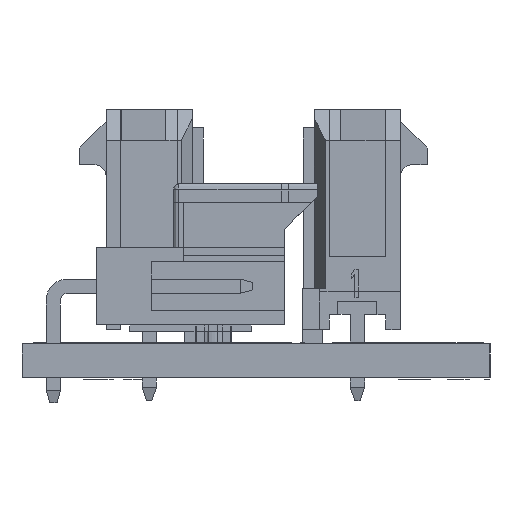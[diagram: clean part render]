
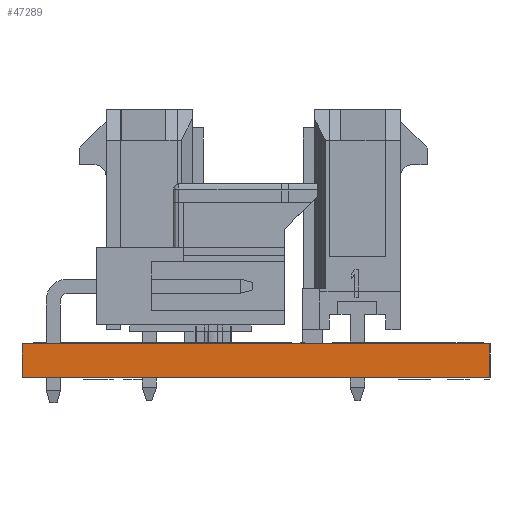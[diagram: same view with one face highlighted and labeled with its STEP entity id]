
A CAD part, left-side view. The second image highlights one B-rep face of the part: STEP entity #47289.
In plain terms, the highlighted planar face has unit normal (-1, 0, 0).
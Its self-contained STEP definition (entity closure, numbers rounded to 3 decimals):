
#47233 = VERTEX_POINT('',#47234);
#47234 = CARTESIAN_POINT('',(-261.37,-10.5,1.51));
#47240 = EDGE_CURVE('',#47241,#47233,#47243,.T.);
#47241 = VERTEX_POINT('',#47242);
#47242 = CARTESIAN_POINT('',(-261.37,-10.5,0.));
#47243 = LINE('',#47244,#47245);
#47244 = CARTESIAN_POINT('',(-261.37,-10.5,0.));
#47245 = VECTOR('',#47246,1.);
#47246 = DIRECTION('',(0.,0.,1.));
#47289 = ADVANCED_FACE('',(#47290),#47315,.T.);
#47290 = FACE_BOUND('',#47291,.T.);
#47291 = EDGE_LOOP('',(#47292,#47293,#47301,#47309));
#47292 = ORIENTED_EDGE('',*,*,#47240,.T.);
#47293 = ORIENTED_EDGE('',*,*,#47294,.T.);
#47294 = EDGE_CURVE('',#47233,#47295,#47297,.T.);
#47295 = VERTEX_POINT('',#47296);
#47296 = CARTESIAN_POINT('',(-261.37,10.5,1.51));
#47297 = LINE('',#47298,#47299);
#47298 = CARTESIAN_POINT('',(-261.37,-10.5,1.51));
#47299 = VECTOR('',#47300,1.);
#47300 = DIRECTION('',(0.,1.,0.));
#47301 = ORIENTED_EDGE('',*,*,#47302,.F.);
#47302 = EDGE_CURVE('',#47303,#47295,#47305,.T.);
#47303 = VERTEX_POINT('',#47304);
#47304 = CARTESIAN_POINT('',(-261.37,10.5,0.));
#47305 = LINE('',#47306,#47307);
#47306 = CARTESIAN_POINT('',(-261.37,10.5,0.));
#47307 = VECTOR('',#47308,1.);
#47308 = DIRECTION('',(0.,0.,1.));
#47309 = ORIENTED_EDGE('',*,*,#47310,.F.);
#47310 = EDGE_CURVE('',#47241,#47303,#47311,.T.);
#47311 = LINE('',#47312,#47313);
#47312 = CARTESIAN_POINT('',(-261.37,-10.5,0.));
#47313 = VECTOR('',#47314,1.);
#47314 = DIRECTION('',(0.,1.,0.));
#47315 = PLANE('',#47316);
#47316 = AXIS2_PLACEMENT_3D('',#47317,#47318,#47319);
#47317 = CARTESIAN_POINT('',(-261.37,-10.5,0.));
#47318 = DIRECTION('',(-1.,0.,0.));
#47319 = DIRECTION('',(0.,1.,0.));
